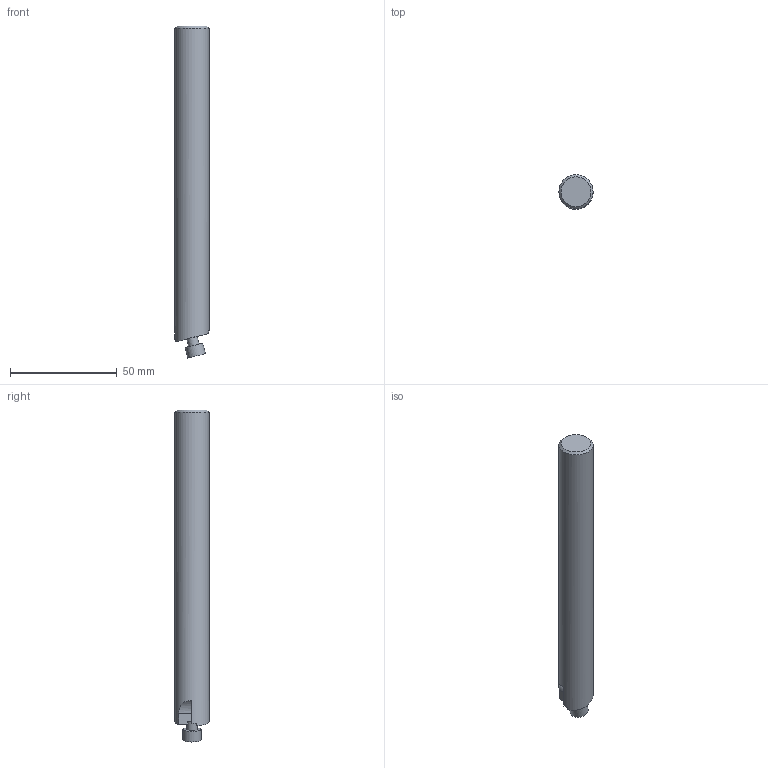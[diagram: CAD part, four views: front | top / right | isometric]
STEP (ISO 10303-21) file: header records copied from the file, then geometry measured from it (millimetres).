
FILE_DESCRIPTION((''),'1');
FILE_NAME('ST16W-AJ1-130.stp','2022-09-27T07:47:12',(''),(''),'Spatial Interop R21 SP3','Kubotek KeyCreator 2011 V10.0.2 (22737)',' ');
FILE_SCHEMA(('automotive_design'));
Length unit declared in the file: millimetre
Products named in the file (2): 240[2]
Bounding box: 16 x 16 x 155.61 mm (x, y, z)
Volume: 29493.5 mm3; surface area: 8281.5 mm2
Topology: 2 solids, 2 shells, 28 faces, 67 edges, 46 vertices
Faces by surface type: plane 17, cylinder 8, cone 3
Full cylindrical faces by diameter (mm): 4.2 x2, 5 x2, 6 x1, 8.5 x1, 16 x1
Entity records: 1384 total; most frequent: CARTESIAN_POINT 190, DIRECTION 121, PRESENTATION_STYLE_ASSIGNMENT 108, COLOUR_RGB 108, ORIENTED_EDGE 96, STYLED_ITEM 78, CURVE_STYLE 78, DRAUGHTING_PRE_DEFINED_CURVE_FONT 78
